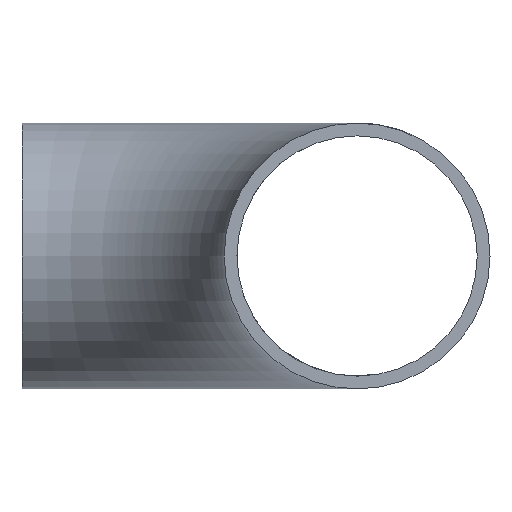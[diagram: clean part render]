
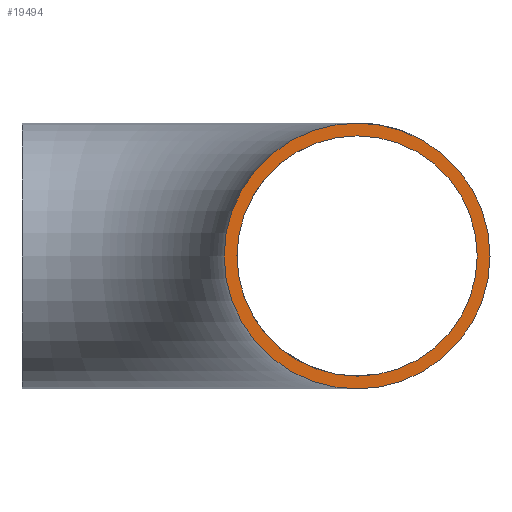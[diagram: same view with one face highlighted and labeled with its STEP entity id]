
A CAD part, left-side view. The second image highlights one B-rep face of the part: STEP entity #19494.
In plain terms, the highlighted planar face has unit normal (-1, 0, 0).
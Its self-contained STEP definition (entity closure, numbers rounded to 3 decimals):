
#135 = DIRECTION ( 'NONE',  ( 1., 0., 0. ) ) ;
#170 = CARTESIAN_POINT ( 'NONE',  ( 0., 0., -30.15 ) ) ;
#273 = CARTESIAN_POINT ( 'NONE',  ( 0., 0., 0. ) ) ;
#1584 = FACE_OUTER_BOUND ( 'NONE', #2442, .T. ) ;
#1701 = EDGE_CURVE ( 'NONE', #9509, #1986, #10064, .T. ) ;
#1790 = CARTESIAN_POINT ( 'NONE',  ( 0., 0., 0. ) ) ;
#1986 = VERTEX_POINT ( 'NONE', #11018 ) ;
#2442 = EDGE_LOOP ( 'NONE', ( #7594, #12976 ) ) ;
#2845 = CARTESIAN_POINT ( 'NONE',  ( 0., 0., 27.25 ) ) ;
#3416 = CARTESIAN_POINT ( 'NONE',  ( 0., 0., 0. ) ) ;
#3739 = DIRECTION ( 'NONE',  ( 1., 0., 0. ) ) ;
#4283 = ORIENTED_EDGE ( 'NONE', *, *, #1701, .T. ) ;
#5156 = DIRECTION ( 'NONE',  ( 0., 0., -1. ) ) ;
#5533 = AXIS2_PLACEMENT_3D ( 'NONE', #3416, #3739, #18389 ) ;
#5907 = EDGE_CURVE ( 'NONE', #12341, #8908, #7947, .T. ) ;
#7184 = EDGE_CURVE ( 'NONE', #1986, #9509, #18853, .T. ) ;
#7594 = ORIENTED_EDGE ( 'NONE', *, *, #10913, .F. ) ;
#7595 = CARTESIAN_POINT ( 'NONE',  ( 0., 0., 0. ) ) ;
#7947 = CIRCLE ( 'NONE', #5533, 30.15 ) ;
#8225 = PLANE ( 'NONE',  #12866 ) ;
#8874 = DIRECTION ( 'NONE',  ( 1., 0., 0. ) ) ;
#8908 = VERTEX_POINT ( 'NONE', #170 ) ;
#8990 = CARTESIAN_POINT ( 'NONE',  ( 0., 0., 0. ) ) ;
#9509 = VERTEX_POINT ( 'NONE', #2845 ) ;
#10064 = CIRCLE ( 'NONE', #15665, 27.25 ) ;
#10913 = EDGE_CURVE ( 'NONE', #8908, #12341, #14101, .T. ) ;
#11018 = CARTESIAN_POINT ( 'NONE',  ( 0., 0., -27.25 ) ) ;
#11404 = EDGE_LOOP ( 'NONE', ( #4283, #14771 ) ) ;
#12341 = VERTEX_POINT ( 'NONE', #18578 ) ;
#12866 = AXIS2_PLACEMENT_3D ( 'NONE', #273, #8874, #15569 ) ;
#12976 = ORIENTED_EDGE ( 'NONE', *, *, #5907, .F. ) ;
#14101 = CIRCLE ( 'NONE', #17256, 30.15 ) ;
#14296 = AXIS2_PLACEMENT_3D ( 'NONE', #7595, #17673, #16034 ) ;
#14771 = ORIENTED_EDGE ( 'NONE', *, *, #7184, .T. ) ;
#15569 = DIRECTION ( 'NONE',  ( 0., 0., -1. ) ) ;
#15665 = AXIS2_PLACEMENT_3D ( 'NONE', #1790, #135, #5156 ) ;
#15685 = DIRECTION ( 'NONE',  ( 1., 0., 0. ) ) ;
#16034 = DIRECTION ( 'NONE',  ( 0., 0., -1. ) ) ;
#17256 = AXIS2_PLACEMENT_3D ( 'NONE', #8990, #15685, #20828 ) ;
#17673 = DIRECTION ( 'NONE',  ( 1., 0., 0. ) ) ;
#18200 = FACE_BOUND ( 'NONE', #11404, .T. ) ;
#18389 = DIRECTION ( 'NONE',  ( 0., 0., -1. ) ) ;
#18578 = CARTESIAN_POINT ( 'NONE',  ( 0., 0., 30.15 ) ) ;
#18853 = CIRCLE ( 'NONE', #14296, 27.25 ) ;
#19494 = ADVANCED_FACE ( 'NONE', ( #18200, #1584 ), #8225, .F. ) ;
#20828 = DIRECTION ( 'NONE',  ( 0., 0., -1. ) ) ;
